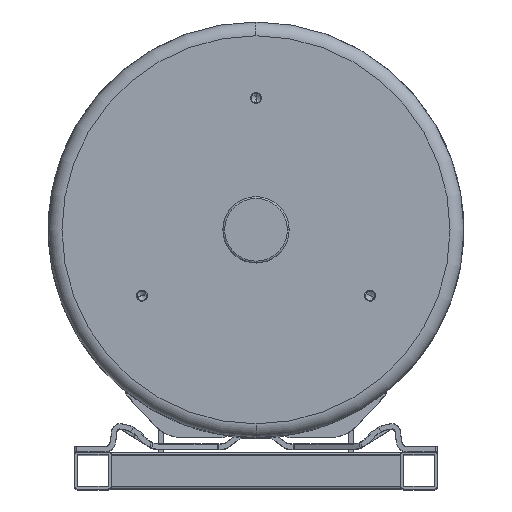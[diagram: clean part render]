
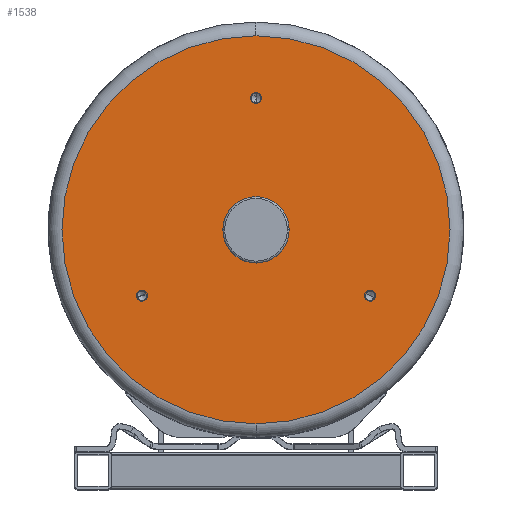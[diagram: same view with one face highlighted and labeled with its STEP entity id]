
A CAD part, top view. The second image highlights one B-rep face of the part: STEP entity #1538.
In plain terms, the highlighted face is planar.
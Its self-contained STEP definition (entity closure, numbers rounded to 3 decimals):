
#315=CARTESIAN_POINT('',(-123.,0.,0.));
#316=DIRECTION('',(-1.,0.,0.));
#317=DIRECTION('',(0.,0.,1.));
#318=AXIS2_PLACEMENT_3D('',#315,#316,#317);
#320=CARTESIAN_POINT('',(-123.,0.,0.));
#321=DIRECTION('',(-1.,0.,0.));
#322=DIRECTION('',(0.,0.,-1.));
#323=AXIS2_PLACEMENT_3D('',#320,#321,#322);
#325=CARTESIAN_POINT('',(-123.,143.,0.));
#326=DIRECTION('',(-1.,0.,0.));
#327=DIRECTION('',(0.,1.,0.));
#328=AXIS2_PLACEMENT_3D('',#325,#326,#327);
#330=CARTESIAN_POINT('',(-123.,143.,0.));
#331=DIRECTION('',(-1.,0.,0.));
#332=DIRECTION('',(0.,-1.,0.));
#333=AXIS2_PLACEMENT_3D('',#330,#331,#332);
#335=CARTESIAN_POINT('',(-123.,-71.5,123.842));
#336=DIRECTION('',(-1.,0.,0.));
#337=DIRECTION('',(0.,-0.5,0.866));
#338=AXIS2_PLACEMENT_3D('',#335,#336,#337);
#340=CARTESIAN_POINT('',(-123.,-71.5,123.842));
#341=DIRECTION('',(-1.,0.,0.));
#342=DIRECTION('',(0.,0.5,-0.866));
#343=AXIS2_PLACEMENT_3D('',#340,#341,#342);
#345=CARTESIAN_POINT('',(-123.,-71.5,-123.842));
#346=DIRECTION('',(-1.,0.,0.));
#347=DIRECTION('',(0.,-0.5,-0.866));
#348=AXIS2_PLACEMENT_3D('',#345,#346,#347);
#350=CARTESIAN_POINT('',(-123.,-71.5,-123.842));
#351=DIRECTION('',(-1.,0.,0.));
#352=DIRECTION('',(0.,0.5,0.866));
#353=AXIS2_PLACEMENT_3D('',#350,#351,#352);
#355=CARTESIAN_POINT('',(-123.,0.,0.));
#356=DIRECTION('',(-1.,0.,0.));
#357=DIRECTION('',(0.,1.,0.));
#358=AXIS2_PLACEMENT_3D('',#355,#356,#357);
#360=CARTESIAN_POINT('',(-123.,0.,0.));
#361=DIRECTION('',(-1.,0.,0.));
#362=DIRECTION('',(0.,-1.,0.));
#363=AXIS2_PLACEMENT_3D('',#360,#361,#362);
#1276=CARTESIAN_POINT('',(-123.,148.1,0.));
#1277=CARTESIAN_POINT('',(-123.,137.9,0.));
#1278=VERTEX_POINT('',#1276);
#1279=VERTEX_POINT('',#1277);
#1286=CARTESIAN_POINT('',(-123.,-74.05,128.258));
#1287=CARTESIAN_POINT('',(-123.,-68.95,119.425));
#1288=VERTEX_POINT('',#1286);
#1289=VERTEX_POINT('',#1287);
#1296=CARTESIAN_POINT('',(-123.,-74.05,-128.258));
#1297=CARTESIAN_POINT('',(-123.,-68.95,-119.425));
#1298=VERTEX_POINT('',#1296);
#1299=VERTEX_POINT('',#1297);
#1300=CARTESIAN_POINT('',(-123.,0.,36.));
#1301=CARTESIAN_POINT('',(-123.,0.,-36.));
#1302=VERTEX_POINT('',#1300);
#1303=VERTEX_POINT('',#1301);
#1312=CARTESIAN_POINT('',(-123.,210.5,0.));
#1313=CARTESIAN_POINT('',(-123.,-210.5,0.));
#1314=VERTEX_POINT('',#1312);
#1315=VERTEX_POINT('',#1313);
#1503=CARTESIAN_POINT('',(-123.,0.,0.));
#1504=DIRECTION('',(1.,0.,0.));
#1505=DIRECTION('',(0.,-1.,0.));
#1506=AXIS2_PLACEMENT_3D('',#1503,#1504,#1505);
#1507=PLANE('',#1506);
#1509=ORIENTED_EDGE('',*,*,#1508,.F.);
#1511=ORIENTED_EDGE('',*,*,#1510,.F.);
#1512=EDGE_LOOP('',(#1509,#1511));
#1513=FACE_OUTER_BOUND('',#1512,.F.);
#1515=ORIENTED_EDGE('',*,*,#1514,.T.);
#1517=ORIENTED_EDGE('',*,*,#1516,.T.);
#1518=EDGE_LOOP('',(#1515,#1517));
#1519=FACE_BOUND('',#1518,.F.);
#1521=ORIENTED_EDGE('',*,*,#1520,.T.);
#1523=ORIENTED_EDGE('',*,*,#1522,.T.);
#1524=EDGE_LOOP('',(#1521,#1523));
#1525=FACE_BOUND('',#1524,.F.);
#1527=ORIENTED_EDGE('',*,*,#1526,.T.);
#1529=ORIENTED_EDGE('',*,*,#1528,.T.);
#1530=EDGE_LOOP('',(#1527,#1529));
#1531=FACE_BOUND('',#1530,.F.);
#1533=ORIENTED_EDGE('',*,*,#1532,.T.);
#1535=ORIENTED_EDGE('',*,*,#1534,.T.);
#1536=EDGE_LOOP('',(#1533,#1535));
#1537=FACE_BOUND('',#1536,.F.);
#1538=ADVANCED_FACE('',(#1513,#1519,#1525,#1531,#1537),#1507,.F.);
#319=CIRCLE('',#318,36.);
#324=CIRCLE('',#323,36.);
#329=CIRCLE('',#328,5.1);
#334=CIRCLE('',#333,5.1);
#339=CIRCLE('',#338,5.1);
#344=CIRCLE('',#343,5.1);
#349=CIRCLE('',#348,5.1);
#354=CIRCLE('',#353,5.1);
#359=CIRCLE('',#358,210.5);
#364=CIRCLE('',#363,210.5);
#1508=EDGE_CURVE('',#1314,#1315,#359,.T.);
#1510=EDGE_CURVE('',#1315,#1314,#364,.T.);
#1514=EDGE_CURVE('',#1302,#1303,#319,.T.);
#1516=EDGE_CURVE('',#1303,#1302,#324,.T.);
#1520=EDGE_CURVE('',#1278,#1279,#329,.T.);
#1522=EDGE_CURVE('',#1279,#1278,#334,.T.);
#1526=EDGE_CURVE('',#1288,#1289,#339,.T.);
#1528=EDGE_CURVE('',#1289,#1288,#344,.T.);
#1532=EDGE_CURVE('',#1298,#1299,#349,.T.);
#1534=EDGE_CURVE('',#1299,#1298,#354,.T.);
